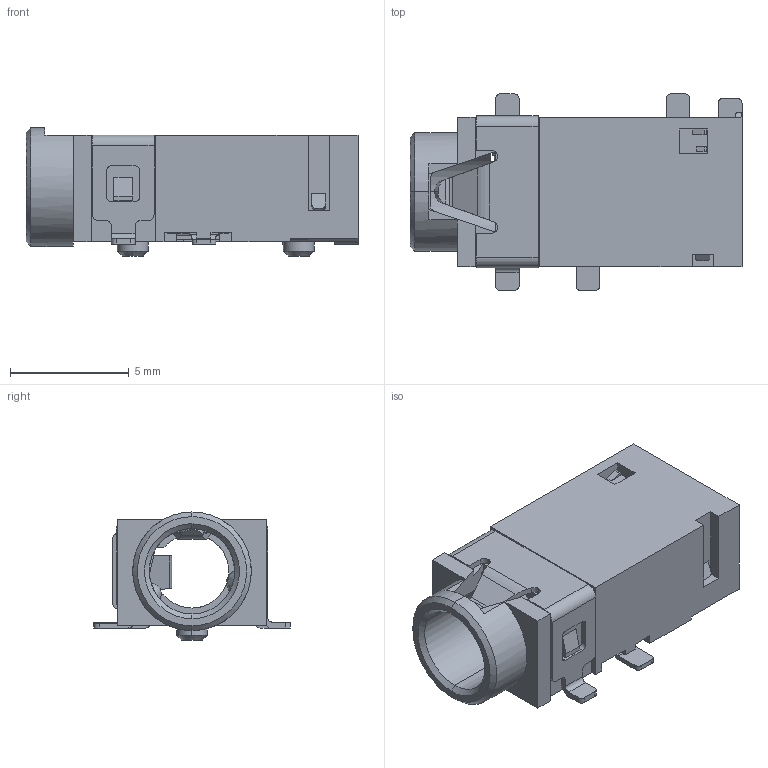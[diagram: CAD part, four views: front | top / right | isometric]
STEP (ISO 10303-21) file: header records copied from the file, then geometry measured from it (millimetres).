
FILE_DESCRIPTION(('FreeCAD Model'),'2;1');
FILE_NAME('sj2-35894b-smt-tr.step','2017-11-02T23:22:48',( 'Author'),(''),'Open CASCADE STEP processor 6.8','FreeCAD','Unknown' );
FILE_SCHEMA(('AUTOMOTIVE_DESIGN_CC2 { 1 2 10303 214 -1 1 5 4 }'));
Products named in the file (1): sj2-35894b-smt-tr
Bounding box: 14 x 8.3 x 5.4 mm (x, y, z)
Volume: 233.8 mm3; surface area: 644.6 mm2
Topology: 2 solids, 6 shells, 458 faces, 1337 edges, 893 vertices
Faces by surface type: plane 310, cylinder 132, cone 8, bspline 8
Entity records: 56609 total; most frequent: CARTESIAN_POINT 29298, DIRECTION 3626, ORIENTED_EDGE 2666, PCURVE 2666, DEFINITIONAL_REPRESENTATION 2666, LINE 2562, VECTOR 2562, EDGE_CURVE 1333
